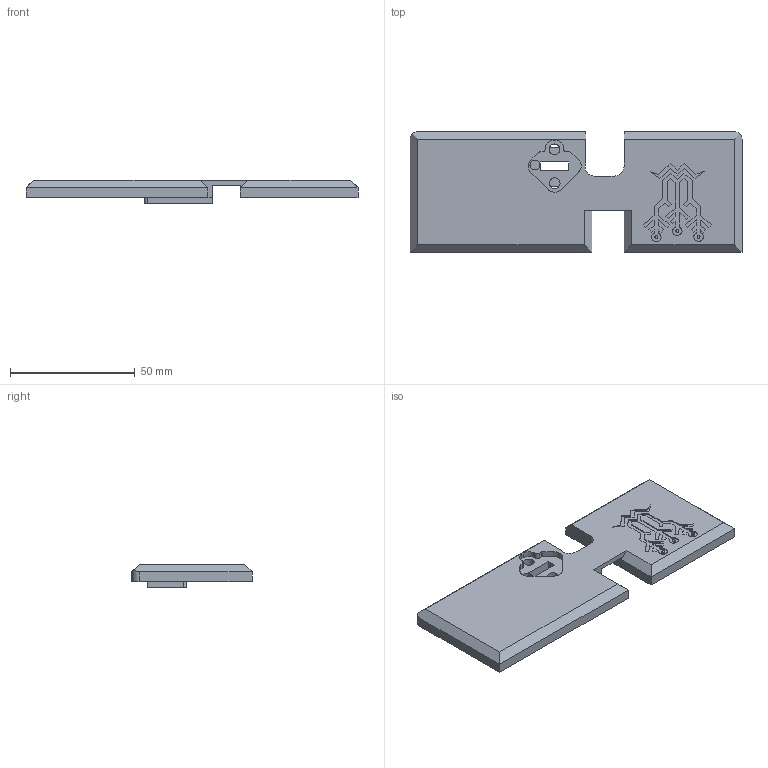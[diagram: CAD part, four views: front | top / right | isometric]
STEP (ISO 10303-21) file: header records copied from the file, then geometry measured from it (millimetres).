
FILE_DESCRIPTION (( 'STEP AP203' ), '1' );
FILE_NAME ('开源打印件---热熔螺母版本.STEP', '2025-04-22T07:25:26', ( 'Windows User' ), ( 'P R C' ), 'SwSTEP 2.0', 'SolidWorks 2025', '' );
FILE_SCHEMA (( 'CONFIG_CONTROL_DESIGN' ));
Length unit declared in the file: millimetre
Products named in the file (1): 开源打印件---热熔螺母版本
Bounding box: 133.19 x 48.29 x 9.5 mm (x, y, z)
Volume: 23225.1 mm3; surface area: 18635.3 mm2
Topology: 1 solids, 1 shells, 312 faces, 871 edges, 576 vertices
Faces by surface type: plane 252, cylinder 37, bspline 23
Entity records: 10316 total; most frequent: CARTESIAN_POINT 2311, ORIENTED_EDGE 1742, DIRECTION 1475, EDGE_CURVE 871, LINE 739, VECTOR 739, VERTEX_POINT 576, AXIS2_PLACEMENT_3D 368
